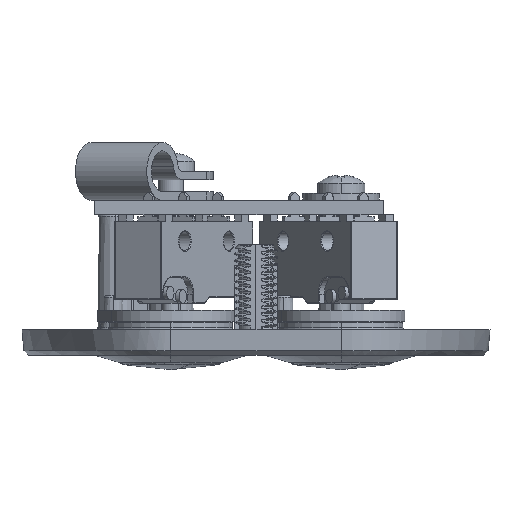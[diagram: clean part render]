
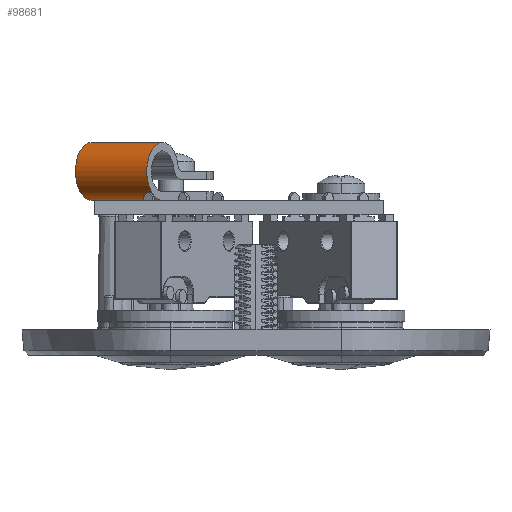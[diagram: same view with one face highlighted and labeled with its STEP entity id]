
A CAD part, left-side view. The second image highlights one B-rep face of the part: STEP entity #98681.
In plain terms, the highlighted cylindrical face has radius 3.4 mm (diameter 6.8 mm), a partial arc.
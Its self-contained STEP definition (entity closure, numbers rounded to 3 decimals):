
#47684 = DIRECTION ( 'NONE',  ( 0., 0., -1. ) ) ;
#47685 = DIRECTION ( 'NONE',  ( -0.545, -0.839, 0. ) ) ;
#47686 = CARTESIAN_POINT ( 'NONE',  ( -5.244, 9.367, 18.6 ) ) ;
#47687 = AXIS2_PLACEMENT_3D ( 'NONE', #47686, #47685, #47684 ) ;
#47688 = CIRCLE ( 'NONE', #47687, 3.4 ) ;
#47691 = CARTESIAN_POINT ( 'NONE',  ( -5.244, 9.367, 22. ) ) ;
#47692 = DIRECTION ( 'NONE',  ( 0.545, 0.839, 0. ) ) ;
#47693 = VECTOR ( 'NONE', #47692, 1000. ) ;
#47694 = CARTESIAN_POINT ( 'NONE',  ( -10.691, 0.981, 22. ) ) ;
#47695 = LINE ( 'NONE', #47694, #47693 ) ;
#47696 = CARTESIAN_POINT ( 'NONE',  ( -10.691, 0.981, 15.2 ) ) ;
#47697 = CARTESIAN_POINT ( 'NONE',  ( -10.691, 0.981, 22. ) ) ;
#47702 = DIRECTION ( 'NONE',  ( 0., 0., -1. ) ) ;
#47703 = DIRECTION ( 'NONE',  ( -0.545, -0.839, 0. ) ) ;
#47704 = CARTESIAN_POINT ( 'NONE',  ( -10.691, 0.981, 18.6 ) ) ;
#47705 = AXIS2_PLACEMENT_3D ( 'NONE', #47704, #47703, #47702 ) ;
#47707 = DIRECTION ( 'NONE',  ( 0., 0., 1. ) ) ;
#47708 = DIRECTION ( 'NONE',  ( 0.545, 0.839, 0. ) ) ;
#47709 = CARTESIAN_POINT ( 'NONE',  ( -10.691, 0.981, 18.6 ) ) ;
#47710 = AXIS2_PLACEMENT_3D ( 'NONE', #47709, #47708, #47707 ) ;
#47711 = CIRCLE ( 'NONE', #47705, 3.4 ) ;
#47712 = CYLINDRICAL_SURFACE ( 'NONE', #47710, 3.4 ) ;
#47713 = FACE_OUTER_BOUND ( 'NONE', #98684, .T. ) ;
#47730 = DIRECTION ( 'NONE',  ( 0.545, 0.839, 0. ) ) ;
#47731 = VECTOR ( 'NONE', #47730, 1000. ) ;
#47732 = CARTESIAN_POINT ( 'NONE',  ( -10.691, 0.981, 15.2 ) ) ;
#47733 = LINE ( 'NONE', #47732, #47731 ) ;
#47738 = CARTESIAN_POINT ( 'NONE',  ( -5.483, 9., 15.2 ) ) ;
#47743 = DIRECTION ( 'NONE',  ( 0.545, 0.839, 0. ) ) ;
#47744 = VECTOR ( 'NONE', #47743, 1000. ) ;
#47745 = CARTESIAN_POINT ( 'NONE',  ( -10.691, 0.981, 15.2 ) ) ;
#47746 = LINE ( 'NONE', #47745, #47744 ) ;
#47747 = CARTESIAN_POINT ( 'NONE',  ( -5.244, 9.367, 15.2 ) ) ;
#98681 = ADVANCED_FACE ( 'NONE', ( #47713 ), #47712, .T. ) ;
#98684 = EDGE_LOOP ( 'NONE', ( #98686, #98693, #98701, #98704, #98712 ) ) ;
#98686 = ORIENTED_EDGE ( 'NONE', *, *, #98688, .F. ) ;
#98688 = EDGE_CURVE ( 'NONE', #98691, #98692, #47711, .T. ) ;
#98691 = VERTEX_POINT ( 'NONE', #47697 ) ;
#98692 = VERTEX_POINT ( 'NONE', #47696 ) ;
#98693 = ORIENTED_EDGE ( 'NONE', *, *, #98694, .T. ) ;
#98694 = EDGE_CURVE ( 'NONE', #98691, #98697, #47695, .T. ) ;
#98697 = VERTEX_POINT ( 'NONE', #47691 ) ;
#98701 = ORIENTED_EDGE ( 'NONE', *, *, #98702, .T. ) ;
#98702 = EDGE_CURVE ( 'NONE', #98697, #98703, #47688, .T. ) ;
#98703 = VERTEX_POINT ( 'NONE', #47747 ) ;
#98704 = ORIENTED_EDGE ( 'NONE', *, *, #98706, .F. ) ;
#98706 = EDGE_CURVE ( 'NONE', #98710, #98703, #47746, .T. ) ;
#98710 = VERTEX_POINT ( 'NONE', #47738 ) ;
#98712 = ORIENTED_EDGE ( 'NONE', *, *, #98716, .F. ) ;
#98716 = EDGE_CURVE ( 'NONE', #98692, #98710, #47733, .T. ) ;
